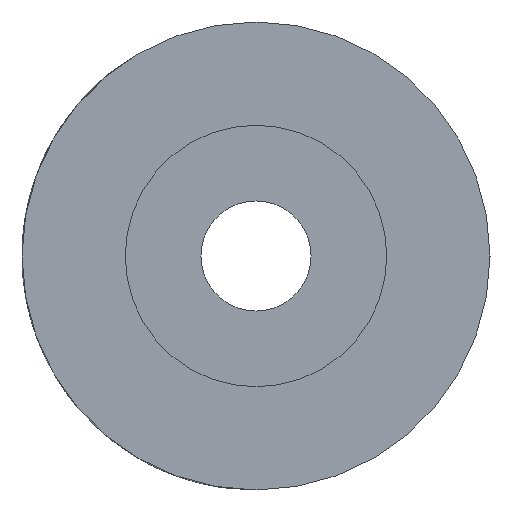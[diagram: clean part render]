
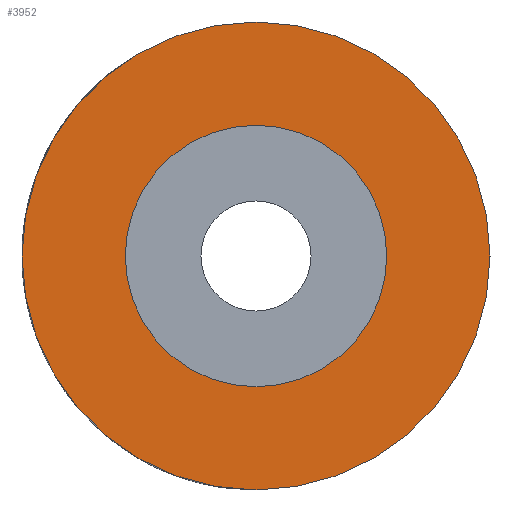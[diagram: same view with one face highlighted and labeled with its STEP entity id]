
A CAD part, left-side view. The second image highlights one B-rep face of the part: STEP entity #3952.
In plain terms, the highlighted planar face has unit normal (-1, 0, 0).
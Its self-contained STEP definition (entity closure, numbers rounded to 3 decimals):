
#158 = DIRECTION ( 'NONE',  ( 0., 0., -1. ) ) ;
#277 = EDGE_LOOP ( 'NONE', ( #7114, #1589 ) ) ;
#307 = EDGE_CURVE ( 'NONE', #8092, #7087, #9545, .T. ) ;
#381 = ORIENTED_EDGE ( 'NONE', *, *, #6066, .F. ) ;
#503 = CIRCLE ( 'NONE', #6048, 8.5 ) ;
#687 = EDGE_CURVE ( 'NONE', #7087, #8092, #503, .T. ) ;
#1553 = DIRECTION ( 'NONE',  ( -1., 0., 0. ) ) ;
#1589 = ORIENTED_EDGE ( 'NONE', *, *, #307, .T. ) ;
#1770 = CIRCLE ( 'NONE', #7342, 4.75 ) ;
#2142 = EDGE_CURVE ( 'NONE', #8890, #4491, #1770, .T. ) ;
#2263 = CIRCLE ( 'NONE', #5121, 4.75 ) ;
#2349 = DIRECTION ( 'NONE',  ( -1., 0., 0. ) ) ;
#2445 = DIRECTION ( 'NONE',  ( 0., 0., -1. ) ) ;
#2505 = CARTESIAN_POINT ( 'NONE',  ( 0., 0., 0. ) ) ;
#3856 = DIRECTION ( 'NONE',  ( -1., 0., 0. ) ) ;
#3952 = ADVANCED_FACE ( 'NONE', ( #6984, #9828 ), #8388, .F. ) ;
#3953 = DIRECTION ( 'NONE',  ( 1., 0., 0. ) ) ;
#4212 = EDGE_LOOP ( 'NONE', ( #7419, #381 ) ) ;
#4491 = VERTEX_POINT ( 'NONE', #8785 ) ;
#4748 = DIRECTION ( 'NONE',  ( 0., 0., -1. ) ) ;
#5076 = CARTESIAN_POINT ( 'NONE',  ( 0., 0., -8.5 ) ) ;
#5121 = AXIS2_PLACEMENT_3D ( 'NONE', #5375, #1553, #158 ) ;
#5375 = CARTESIAN_POINT ( 'NONE',  ( 0., 0., 0. ) ) ;
#5726 = AXIS2_PLACEMENT_3D ( 'NONE', #9243, #6301, #7759 ) ;
#6048 = AXIS2_PLACEMENT_3D ( 'NONE', #2505, #3856, #8424 ) ;
#6066 = EDGE_CURVE ( 'NONE', #4491, #8890, #2263, .T. ) ;
#6145 = CARTESIAN_POINT ( 'NONE',  ( 0., 0., 0. ) ) ;
#6301 = DIRECTION ( 'NONE',  ( -1., 0., 0. ) ) ;
#6984 = FACE_BOUND ( 'NONE', #4212, .T. ) ;
#7087 = VERTEX_POINT ( 'NONE', #9049 ) ;
#7114 = ORIENTED_EDGE ( 'NONE', *, *, #687, .T. ) ;
#7342 = AXIS2_PLACEMENT_3D ( 'NONE', #9249, #2349, #2445 ) ;
#7419 = ORIENTED_EDGE ( 'NONE', *, *, #2142, .F. ) ;
#7673 = AXIS2_PLACEMENT_3D ( 'NONE', #6145, #3953, #4748 ) ;
#7759 = DIRECTION ( 'NONE',  ( 0., 0., 1. ) ) ;
#8092 = VERTEX_POINT ( 'NONE', #5076 ) ;
#8388 = PLANE ( 'NONE',  #7673 ) ;
#8424 = DIRECTION ( 'NONE',  ( 0., 0., 1. ) ) ;
#8785 = CARTESIAN_POINT ( 'NONE',  ( 0., 0., -4.75 ) ) ;
#8890 = VERTEX_POINT ( 'NONE', #9111 ) ;
#9049 = CARTESIAN_POINT ( 'NONE',  ( 0., 0., 8.5 ) ) ;
#9111 = CARTESIAN_POINT ( 'NONE',  ( 0., 0., 4.75 ) ) ;
#9243 = CARTESIAN_POINT ( 'NONE',  ( 0., 0., 0. ) ) ;
#9249 = CARTESIAN_POINT ( 'NONE',  ( 0., 0., 0. ) ) ;
#9545 = CIRCLE ( 'NONE', #5726, 8.5 ) ;
#9828 = FACE_OUTER_BOUND ( 'NONE', #277, .T. ) ;
